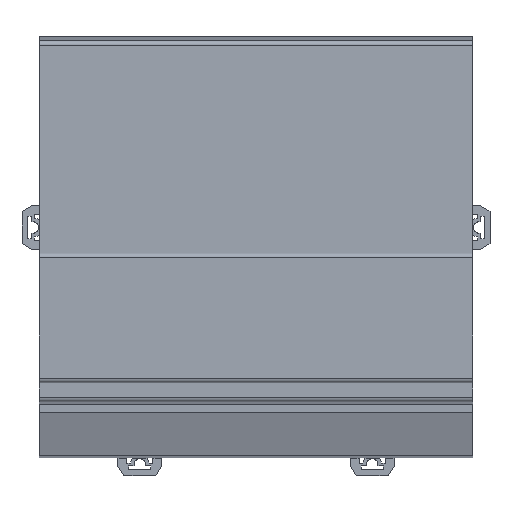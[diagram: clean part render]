
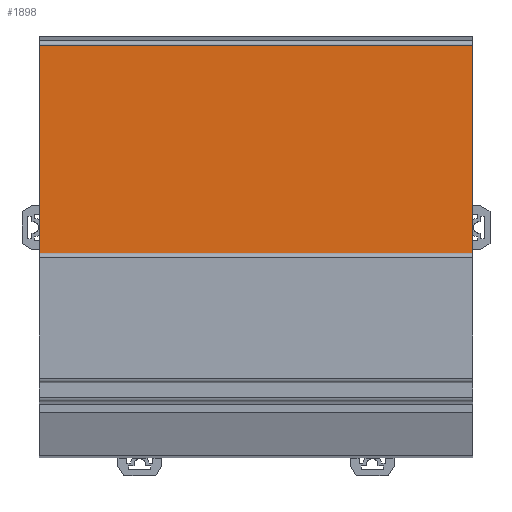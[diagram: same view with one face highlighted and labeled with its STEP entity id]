
A CAD part, top view. The second image highlights one B-rep face of the part: STEP entity #1898.
In plain terms, the highlighted planar face has unit normal (0, 0, 1).
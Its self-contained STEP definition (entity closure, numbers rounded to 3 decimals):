
#1859=CARTESIAN_POINT('',(149.0,69.483,60.592));
#1860=DIRECTION('',(0.0,0.0,1.0));
#1861=DIRECTION('',(1.0,0.0,0.0));
#1862=AXIS2_PLACEMENT_3D('',#1859,#1860,#1861);
#1863=PLANE('',#1862);
#1864=CARTESIAN_POINT('',(0.0,69.483,60.592));
#1865=VERTEX_POINT('',#1864);
#1866=CARTESIAN_POINT('',(0.0,-2.073,60.592));
#1867=VERTEX_POINT('',#1866);
#1868=CARTESIAN_POINT('',(0.0,69.483,60.592));
#1869=DIRECTION('',(0.0,-1.0,0.0));
#1870=VECTOR('',#1869,71.556);
#1871=LINE('',#1868,#1870);
#1872=EDGE_CURVE('',#1865,#1867,#1871,.T.);
#1873=ORIENTED_EDGE('',*,*,#1872,.T.);
#1874=CARTESIAN_POINT('',(149.0,-2.073,60.592));
#1875=VERTEX_POINT('',#1874);
#1876=CARTESIAN_POINT('',(149.0,-2.073,60.592));
#1877=DIRECTION('',(-1.0,0.0,0.0));
#1878=VECTOR('',#1877,149.0);
#1879=LINE('',#1876,#1878);
#1880=EDGE_CURVE('',#1875,#1867,#1879,.T.);
#1881=ORIENTED_EDGE('',*,*,#1880,.F.);
#1882=CARTESIAN_POINT('',(149.0,69.483,60.592));
#1883=VERTEX_POINT('',#1882);
#1884=CARTESIAN_POINT('',(149.0,-2.073,60.592));
#1885=DIRECTION('',(0.0,1.0,0.0));
#1886=VECTOR('',#1885,71.556);
#1887=LINE('',#1884,#1886);
#1888=EDGE_CURVE('',#1875,#1883,#1887,.T.);
#1889=ORIENTED_EDGE('',*,*,#1888,.T.);
#1890=CARTESIAN_POINT('',(149.0,69.483,60.592));
#1891=DIRECTION('',(-1.0,0.0,0.0));
#1892=VECTOR('',#1891,149.0);
#1893=LINE('',#1890,#1892);
#1894=EDGE_CURVE('',#1883,#1865,#1893,.T.);
#1895=ORIENTED_EDGE('',*,*,#1894,.T.);
#1896=EDGE_LOOP('',(#1873,#1881,#1889,#1895));
#1897=FACE_OUTER_BOUND('',#1896,.T.);
#1898=ADVANCED_FACE('',(#1897),#1863,.T.);
